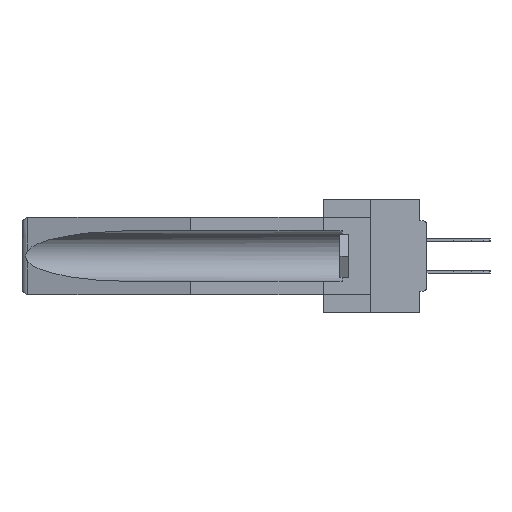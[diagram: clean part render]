
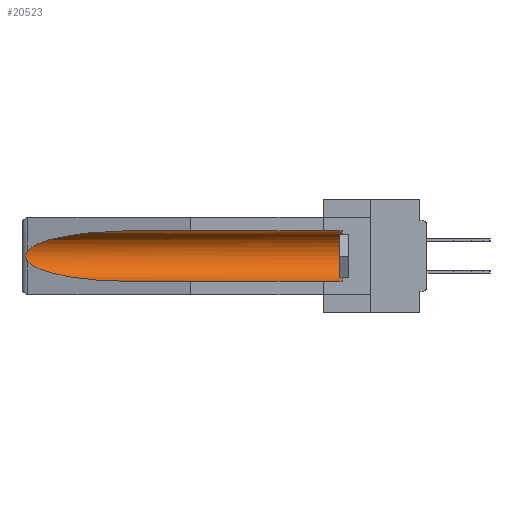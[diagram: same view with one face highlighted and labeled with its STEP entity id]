
A CAD part, left-side view. The second image highlights one B-rep face of the part: STEP entity #20523.
In plain terms, the highlighted cylindrical face has radius 2.857 mm (diameter 5.715 mm), a partial arc.
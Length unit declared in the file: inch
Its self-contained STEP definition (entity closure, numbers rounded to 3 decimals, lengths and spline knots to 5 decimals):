
#2705 = VERTEX_POINT ( 'NONE', #14878 ) ;
#3731 = VECTOR ( 'NONE', #9993, 39.37008 ) ;
#4121 = CARTESIAN_POINT ( 'NONE',  ( 0.26655, 1.53094, -0.18657 ) ) ;
#4692 = CIRCLE ( 'NONE', #35448, 0.1125 ) ;
#4833 = CARTESIAN_POINT ( 'NONE',  ( 0.26537, 1.52718, -0.19328 ) ) ;
#5777 = CARTESIAN_POINT ( 'NONE',  ( 0.21114, 1.30732, -0.059 ) ) ;
#5906 = AXIS2_PLACEMENT_3D ( 'NONE', #15379, #15820, #19080 ) ;
#7210 = ORIENTED_EDGE ( 'NONE', *, *, #21108, .T. ) ;
#7269 = CARTESIAN_POINT ( 'NONE',  ( 0.26654, 1.53092, -0.15636 ) ) ;
#7577 = ORIENTED_EDGE ( 'NONE', *, *, #18212, .F. ) ;
#9075 = LINE ( 'NONE', #33143, #10092 ) ;
#9993 = DIRECTION ( 'NONE',  ( 0., 1., 0. ) ) ;
#10092 = VECTOR ( 'NONE', #16937, 39.37008 ) ;
#10823 = B_SPLINE_CURVE_WITH_KNOTS ( 'NONE', 3,
 ( #23636, #40165, #7269, #36875, #39604, #33722, #16939, #4121, #20354, #20213 ),
 .UNSPECIFIED., .F., .F.,
 ( 4, 2, 2, 2, 4 ),
 ( 0., 0.00029, 0.00058, 0.00087, 0.00117 ),
 .UNSPECIFIED. ) ;
#12324 = LINE ( 'NONE', #13081, #3731 ) ;
#12640 = ORIENTED_EDGE ( 'NONE', *, *, #37868, .T. ) ;
#13081 = CARTESIAN_POINT ( 'NONE',  ( 0.155, -0.30754, -0.059 ) ) ;
#13311 = CARTESIAN_POINT ( 'NONE',  ( 0.155, 1.07973, -0.284 ) ) ;
#13317 = EDGE_CURVE ( 'NONE', #27107, #16259, #16579, .T. ) ;
#14878 = CARTESIAN_POINT ( 'NONE',  ( 0.155, 0.126, -0.059 ) ) ;
#15379 = CARTESIAN_POINT ( 'NONE',  ( 0.155, -0.30754, -0.1715 ) ) ;
#15820 = DIRECTION ( 'NONE',  ( 0., 1., 0. ) ) ;
#16259 = VERTEX_POINT ( 'NONE', #21287 ) ;
#16298 = CARTESIAN_POINT ( 'NONE',  ( 0.25451, 1.48313, -0.24835 ) ) ;
#16579 =( BOUNDED_CURVE ( )  B_SPLINE_CURVE ( 3, ( #22438, #5777, #38413, #31643 ),
 .UNSPECIFIED., .F., .F. ) 
 B_SPLINE_CURVE_WITH_KNOTS ( ( 4, 4 ),
 ( 4.71239, 6.08839 ),
 .UNSPECIFIED. ) 
 CURVE ( )  GEOMETRIC_REPRESENTATION_ITEM ( )  RATIONAL_B_SPLINE_CURVE ( ( 1., 0.848, 0.848, 1. ) ) 
 REPRESENTATION_ITEM ( '' )  );
#16937 = DIRECTION ( 'NONE',  ( 0., 1., 0. ) ) ;
#16939 = CARTESIAN_POINT ( 'NONE',  ( 0.2673, 1.53269, -0.17917 ) ) ;
#17648 = VERTEX_POINT ( 'NONE', #13311 ) ;
#18212 = EDGE_CURVE ( 'NONE', #29253, #17648, #9075, .T. ) ;
#19080 = DIRECTION ( 'NONE',  ( 0., 0., 1. ) ) ;
#20213 = CARTESIAN_POINT ( 'NONE',  ( 0.26537, 1.52718, -0.19328 ) ) ;
#20354 = CARTESIAN_POINT ( 'NONE',  ( 0.26597, 1.5296, -0.19026 ) ) ;
#20523 = ADVANCED_FACE ( 'NONE', ( #25662 ), #34316, .F. ) ;
#20802 = ORIENTED_EDGE ( 'NONE', *, *, #13317, .T. ) ;
#21108 = EDGE_CURVE ( 'NONE', #2705, #27107, #12324, .T. ) ;
#21287 = CARTESIAN_POINT ( 'NONE',  ( 0.26537, 1.52718, -0.14972 ) ) ;
#21560 = EDGE_CURVE ( 'NONE', #41787, #17648, #29875, .T. ) ;
#22438 = CARTESIAN_POINT ( 'NONE',  ( 0.155, 1.07973, -0.059 ) ) ;
#22560 = CARTESIAN_POINT ( 'NONE',  ( 0.21114, 1.30732, -0.284 ) ) ;
#23119 = CARTESIAN_POINT ( 'NONE',  ( 0.155, 1.07973, -0.059 ) ) ;
#23636 = CARTESIAN_POINT ( 'NONE',  ( 0.26537, 1.52718, -0.14972 ) ) ;
#24026 = CARTESIAN_POINT ( 'NONE',  ( 0.155, 0.126, -0.1715 ) ) ;
#25662 = FACE_OUTER_BOUND ( 'NONE', #38884, .T. ) ;
#26345 = EDGE_CURVE ( 'NONE', #16259, #41787, #10823, .T. ) ;
#27107 = VERTEX_POINT ( 'NONE', #23119 ) ;
#29253 = VERTEX_POINT ( 'NONE', #30816 ) ;
#29875 =( BOUNDED_CURVE ( )  B_SPLINE_CURVE ( 3, ( #35813, #16298, #22560, #32784 ),
 .UNSPECIFIED., .F., .T. ) 
 B_SPLINE_CURVE_WITH_KNOTS ( ( 4, 4 ),
 ( 0.1948, 1.5708 ),
 .UNSPECIFIED. ) 
 CURVE ( )  GEOMETRIC_REPRESENTATION_ITEM ( )  RATIONAL_B_SPLINE_CURVE ( ( 1., 0.848, 0.848, 1. ) ) 
 REPRESENTATION_ITEM ( '' )  );
#29995 = DIRECTION ( 'NONE',  ( 0., 0., 1. ) ) ;
#30816 = CARTESIAN_POINT ( 'NONE',  ( 0.155, 0.126, -0.284 ) ) ;
#31643 = CARTESIAN_POINT ( 'NONE',  ( 0.26537, 1.52718, -0.14972 ) ) ;
#32784 = CARTESIAN_POINT ( 'NONE',  ( 0.155, 1.07973, -0.284 ) ) ;
#33143 = CARTESIAN_POINT ( 'NONE',  ( 0.155, -0.30754, -0.284 ) ) ;
#33722 = CARTESIAN_POINT ( 'NONE',  ( 0.2675, 1.53308, -0.17534 ) ) ;
#34316 = CYLINDRICAL_SURFACE ( 'NONE', #5906, 0.1125 ) ;
#35448 = AXIS2_PLACEMENT_3D ( 'NONE', #24026, #36574, #29995 ) ;
#35813 = CARTESIAN_POINT ( 'NONE',  ( 0.26537, 1.52718, -0.19328 ) ) ;
#36574 = DIRECTION ( 'NONE',  ( 0., -1., 0. ) ) ;
#36875 = CARTESIAN_POINT ( 'NONE',  ( 0.2673, 1.5327, -0.16383 ) ) ;
#37868 = EDGE_CURVE ( 'NONE', #29253, #2705, #4692, .T. ) ;
#38256 = ORIENTED_EDGE ( 'NONE', *, *, #26345, .T. ) ;
#38413 = CARTESIAN_POINT ( 'NONE',  ( 0.25451, 1.48313, -0.09465 ) ) ;
#38884 = EDGE_LOOP ( 'NONE', ( #20802, #38256, #42103, #7577, #12640, #7210 ) ) ;
#39604 = CARTESIAN_POINT ( 'NONE',  ( 0.2675, 1.53308, -0.16763 ) ) ;
#40165 = CARTESIAN_POINT ( 'NONE',  ( 0.26597, 1.52961, -0.15275 ) ) ;
#41787 = VERTEX_POINT ( 'NONE', #4833 ) ;
#42103 = ORIENTED_EDGE ( 'NONE', *, *, #21560, .T. ) ;
